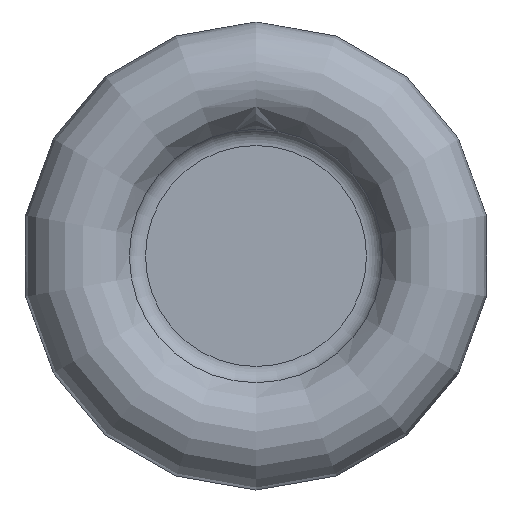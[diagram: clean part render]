
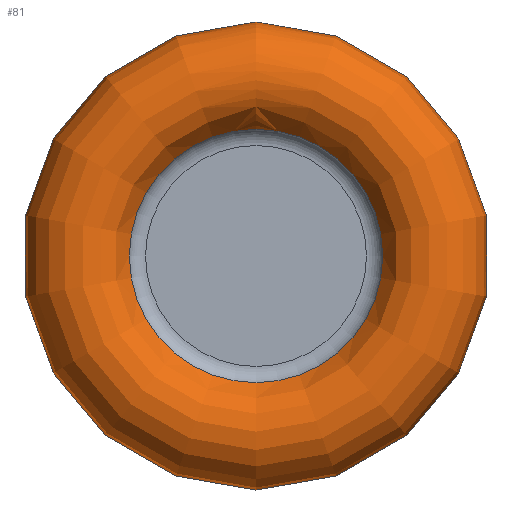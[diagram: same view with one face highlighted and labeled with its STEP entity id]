
A CAD part, left-side view. The second image highlights one B-rep face of the part: STEP entity #81.
In plain terms, the highlighted face is a revolution surface.
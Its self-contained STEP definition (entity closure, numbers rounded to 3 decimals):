
#37=SURFACE_OF_REVOLUTION('',#39,#38);
#38=AXIS1_PLACEMENT('',#505,#322);
#39=B_SPLINE_CURVE_WITH_KNOTS('',3,(#437,#438,#439,#440,#441,#442,#443,
#444,#445,#446,#447,#448,#449,#450,#451,#452,#453,#454,#455,#456,#457,#458,
#459,#460,#461,#462,#463,#464,#465,#466,#467,#468,#469,#470,#471,#472,#473,
#474,#475,#476,#477,#478,#479,#480,#481,#482,#483,#484,#485,#486,#487,#488,
#489,#490,#491,#492,#493,#494,#495,#496,#497,#498,#499,#500,#501,#502,#503,
#504),.UNSPECIFIED.,.T.,.F.,(2,2,2,2,2,2,2,2,2,2,2,2,2,2,2,2,2,2,2,2,2,
2,2,2,2,2,2,2,2,2,2,2,2,2,2,2),(-0.031,0.,0.031,0.063,0.094,0.125,
0.156,0.188,0.219,0.25,0.281,0.313,0.344,0.375,0.406,0.438,
0.469,0.5,0.531,0.563,0.594,0.625,0.656,0.688,0.719,0.75,0.781,
0.813,0.828,0.844,0.875,0.906,0.938,0.969,1.,1.031),
 .UNSPECIFIED.);
#81=ADVANCED_FACE('',(#108,#109),#37,.T.);
#108=FACE_BOUND('',#142,.T.);
#109=FACE_BOUND('',#143,.T.);
#142=EDGE_LOOP('',(#178));
#143=EDGE_LOOP('',(#179));
#178=ORIENTED_EDGE('',*,*,#226,.F.);
#179=ORIENTED_EDGE('',*,*,#225,.T.);
#207=VERTEX_POINT('',#433);
#208=VERTEX_POINT('',#436);
#225=EDGE_CURVE('',#207,#207,#243,.T.);
#226=EDGE_CURVE('',#208,#208,#244,.T.);
#243=CIRCLE('',#267,19.639);
#244=CIRCLE('',#269,10.79);
#267=AXIS2_PLACEMENT_3D('',#432,#316,#317);
#269=AXIS2_PLACEMENT_3D('',#435,#320,#321);
#316=DIRECTION('',(-1.,0.,0.));
#317=DIRECTION('',(0.,0.,1.));
#320=DIRECTION('',(-1.,0.,0.));
#321=DIRECTION('',(0.,0.,1.));
#322=DIRECTION('',(-1.,0.,0.));
#432=CARTESIAN_POINT('',(7.675,0.,0.));
#433=CARTESIAN_POINT('',(7.675,0.,19.639));
#435=CARTESIAN_POINT('',(4.09,0.,0.));
#436=CARTESIAN_POINT('',(4.09,0.,10.79));
#437=CARTESIAN_POINT('',(5.683,10.407,0.));
#438=CARTESIAN_POINT('',(6.317,10.407,0.));
#439=CARTESIAN_POINT('',(6.631,10.437,0.));
#440=CARTESIAN_POINT('',(7.253,10.557,0.));
#441=CARTESIAN_POINT('',(7.555,10.647,0.));
#442=CARTESIAN_POINT('',(8.136,10.88,0.));
#443=CARTESIAN_POINT('',(8.418,11.026,0.));
#444=CARTESIAN_POINT('',(8.947,11.37,0.));
#445=CARTESIAN_POINT('',(9.191,11.565,0.));
#446=CARTESIAN_POINT('',(9.64,12.003,0.));
#447=CARTESIAN_POINT('',(9.846,12.248,0.));
#448=CARTESIAN_POINT('',(10.199,12.766,0.));
#449=CARTESIAN_POINT('',(10.348,13.041,0.));
#450=CARTESIAN_POINT('',(10.593,13.623,0.));
#451=CARTESIAN_POINT('',(10.685,13.926,0.));
#452=CARTESIAN_POINT('',(10.807,14.54,0.));
#453=CARTESIAN_POINT('',(10.838,14.855,0.));
#454=CARTESIAN_POINT('',(10.835,15.487,0.));
#455=CARTESIAN_POINT('',(10.802,15.798,0.));
#456=CARTESIAN_POINT('',(10.675,16.411,0.));
#457=CARTESIAN_POINT('',(10.58,16.716,0.));
#458=CARTESIAN_POINT('',(10.334,17.294,0.));
#459=CARTESIAN_POINT('',(10.184,17.568,0.));
#460=CARTESIAN_POINT('',(9.829,18.087,0.));
#461=CARTESIAN_POINT('',(9.624,18.331,0.));
#462=CARTESIAN_POINT('',(9.177,18.769,0.));
#463=CARTESIAN_POINT('',(8.933,18.966,0.));
#464=CARTESIAN_POINT('',(8.404,19.314,0.));
#465=CARTESIAN_POINT('',(8.125,19.459,0.));
#466=CARTESIAN_POINT('',(7.546,19.695,0.));
#467=CARTESIAN_POINT('',(7.241,19.786,0.));
#468=CARTESIAN_POINT('',(6.623,19.906,0.));
#469=CARTESIAN_POINT('',(6.311,19.936,0.));
#470=CARTESIAN_POINT('',(5.685,19.936,0.));
#471=CARTESIAN_POINT('',(5.366,19.905,0.));
#472=CARTESIAN_POINT('',(4.751,19.784,0.));
#473=CARTESIAN_POINT('',(4.451,19.694,0.));
#474=CARTESIAN_POINT('',(3.868,19.456,0.));
#475=CARTESIAN_POINT('',(3.587,19.308,0.));
#476=CARTESIAN_POINT('',(3.064,18.964,0.));
#477=CARTESIAN_POINT('',(2.82,18.767,0.));
#478=CARTESIAN_POINT('',(2.368,18.322,0.));
#479=CARTESIAN_POINT('',(2.167,18.082,0.));
#480=CARTESIAN_POINT('',(1.815,17.564,0.));
#481=CARTESIAN_POINT('',(1.662,17.284,0.));
#482=CARTESIAN_POINT('',(1.416,16.705,0.));
#483=CARTESIAN_POINT('',(1.324,16.406,0.));
#484=CARTESIAN_POINT('',(1.197,15.791,0.));
#485=CARTESIAN_POINT('',(1.165,15.473,0.));
#486=CARTESIAN_POINT('',(1.163,14.847,0.));
#487=CARTESIAN_POINT('',(1.193,14.535,0.));
#488=CARTESIAN_POINT('',(1.318,13.914,0.));
#489=CARTESIAN_POINT('',(1.411,13.613,0.));
#490=CARTESIAN_POINT('',(1.593,13.181,0.));
#491=CARTESIAN_POINT('',(1.661,13.04,0.));
#492=CARTESIAN_POINT('',(1.812,12.763,0.));
#493=CARTESIAN_POINT('',(1.895,12.628,0.));
#494=CARTESIAN_POINT('',(2.162,12.238,0.));
#495=CARTESIAN_POINT('',(2.364,11.999,0.));
#496=CARTESIAN_POINT('',(2.813,11.562,0.));
#497=CARTESIAN_POINT('',(3.063,11.363,0.));
#498=CARTESIAN_POINT('',(3.589,11.022,0.));
#499=CARTESIAN_POINT('',(3.867,10.879,0.));
#500=CARTESIAN_POINT('',(4.451,10.644,0.));
#501=CARTESIAN_POINT('',(4.757,10.555,0.));
#502=CARTESIAN_POINT('',(5.371,10.437,0.));
#503=CARTESIAN_POINT('',(5.683,10.407,0.));
#504=CARTESIAN_POINT('',(6.317,10.407,0.));
#505=CARTESIAN_POINT('',(0.,0.,0.));
